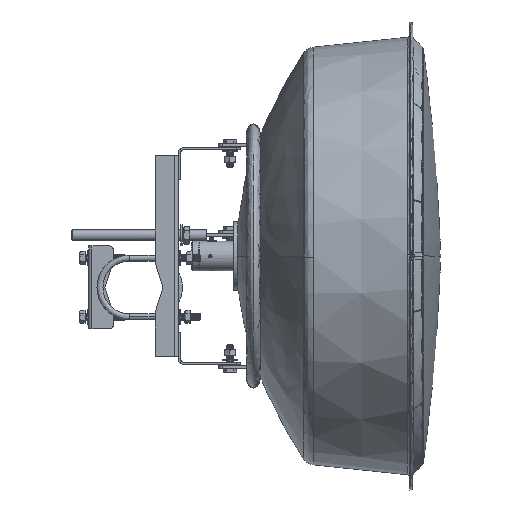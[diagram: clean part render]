
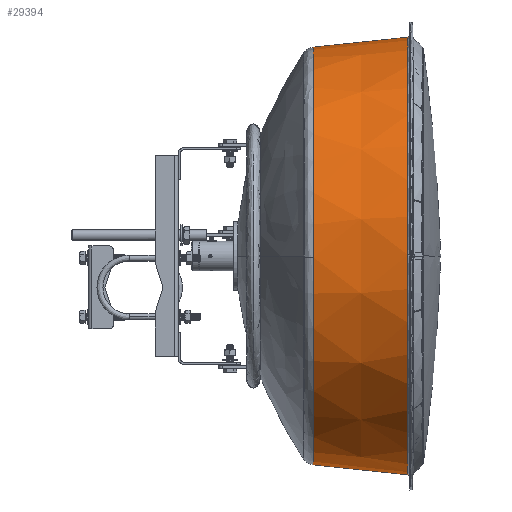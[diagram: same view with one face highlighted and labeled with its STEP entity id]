
A CAD part, front view. The second image highlights one B-rep face of the part: STEP entity #29394.
In plain terms, the highlighted conical face has half-angle 6 degrees and reference radius 302.02 mm.
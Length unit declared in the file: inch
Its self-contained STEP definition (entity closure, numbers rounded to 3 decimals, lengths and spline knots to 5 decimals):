
#398 = CIRCLE ( 'NONE', #107868, 12.45573 ) ;
#10671 = EDGE_CURVE ( 'NONE', #79977, #179220, #128068, .T. ) ;
#15993 = DIRECTION ( 'NONE',  ( 0., 1., 0.007 ) ) ;
#27623 = CARTESIAN_POINT ( 'NONE',  ( -5.60062, -11.89026, -0.08307 ) ) ;
#29394 = ADVANCED_FACE ( 'NONE', ( #181105 ), #96780, .T. ) ;
#31221 = VERTEX_POINT ( 'NONE', #36983 ) ;
#33411 = ORIENTED_EDGE ( 'NONE', *, *, #10671, .T. ) ;
#36094 = DIRECTION ( 'NONE',  ( 1., 0., 0. ) ) ;
#36983 = CARTESIAN_POINT ( 'NONE',  ( -5.60062, 0.00001, -11.89056 ) ) ;
#37268 = ORIENTED_EDGE ( 'NONE', *, *, #115314, .F. ) ;
#37341 = CARTESIAN_POINT ( 'NONE',  ( -0.22344, 0.00001, 12.45573 ) ) ;
#39142 = LINE ( 'NONE', #185154, #46904 ) ;
#45116 = DIRECTION ( 'NONE',  ( 0., 1., 0.007 ) ) ;
#46904 = VECTOR ( 'NONE', #124719, 39.37008 ) ;
#48140 = ORIENTED_EDGE ( 'NONE', *, *, #115169, .T. ) ;
#49079 = DIRECTION ( 'NONE',  ( 1., 0., 0. ) ) ;
#59984 = LINE ( 'NONE', #188735, #149863 ) ;
#62169 = ORIENTED_EDGE ( 'NONE', *, *, #123855, .F. ) ;
#70953 = VERTEX_POINT ( 'NONE', #167132 ) ;
#77324 = EDGE_LOOP ( 'NONE', ( #37268, #33411, #48140, #170578, #117662, #62169 ) ) ;
#77573 = CIRCLE ( 'NONE', #184933, 12.45573 ) ;
#78352 = DIRECTION ( 'NONE',  ( 0., 0., -1. ) ) ;
#78958 = CARTESIAN_POINT ( 'NONE',  ( -5.60062, 0.00001, 11.89056 ) ) ;
#78959 = AXIS2_PLACEMENT_3D ( 'NONE', #147647, #85293, #15993 ) ;
#79977 = VERTEX_POINT ( 'NONE', #78958 ) ;
#80414 = VERTEX_POINT ( 'NONE', #37341 ) ;
#85293 = DIRECTION ( 'NONE',  ( 1., 0., 0. ) ) ;
#92747 = EDGE_CURVE ( 'NONE', #70953, #105284, #398, .T. ) ;
#93777 = DIRECTION ( 'NONE',  ( 1., 0., 0. ) ) ;
#96780 = CONICAL_SURFACE ( 'NONE', #157996, 11.89056, 0.105 ) ;
#98893 = EDGE_CURVE ( 'NONE', #31221, #105284, #39142, .T. ) ;
#105284 = VERTEX_POINT ( 'NONE', #143354 ) ;
#107756 = DIRECTION ( 'NONE',  ( 0., 1., 0. ) ) ;
#107868 = AXIS2_PLACEMENT_3D ( 'NONE', #110336, #140998, #166971 ) ;
#110336 = CARTESIAN_POINT ( 'NONE',  ( -0.22344, 0.00001, 0. ) ) ;
#114819 = DIRECTION ( 'NONE',  ( 0.995, 0., 0.105 ) ) ;
#115169 = EDGE_CURVE ( 'NONE', #179220, #31221, #186704, .T. ) ;
#115314 = EDGE_CURVE ( 'NONE', #79977, #80414, #59984, .T. ) ;
#117662 = ORIENTED_EDGE ( 'NONE', *, *, #92747, .F. ) ;
#122129 = CARTESIAN_POINT ( 'NONE',  ( -0.22344, 0.00001, 0. ) ) ;
#123855 = EDGE_CURVE ( 'NONE', #80414, #70953, #77573, .T. ) ;
#124719 = DIRECTION ( 'NONE',  ( 0.995, 0., -0.105 ) ) ;
#125317 = AXIS2_PLACEMENT_3D ( 'NONE', #182091, #36094, #45116 ) ;
#128068 = CIRCLE ( 'NONE', #78959, 11.89056 ) ;
#140998 = DIRECTION ( 'NONE',  ( 1., 0., 0. ) ) ;
#143354 = CARTESIAN_POINT ( 'NONE',  ( -0.22344, 0.00001, -12.45573 ) ) ;
#147647 = CARTESIAN_POINT ( 'NONE',  ( -5.60062, 0.00001, 0. ) ) ;
#149863 = VECTOR ( 'NONE', #114819, 39.37008 ) ;
#151365 = CARTESIAN_POINT ( 'NONE',  ( -5.60062, 0.00001, 0. ) ) ;
#157996 = AXIS2_PLACEMENT_3D ( 'NONE', #151365, #93777, #78352 ) ;
#166971 = DIRECTION ( 'NONE',  ( 0., 1., 0. ) ) ;
#167132 = CARTESIAN_POINT ( 'NONE',  ( -0.22344, -12.45555, 0.06412 ) ) ;
#170578 = ORIENTED_EDGE ( 'NONE', *, *, #98893, .T. ) ;
#179220 = VERTEX_POINT ( 'NONE', #27623 ) ;
#181105 = FACE_OUTER_BOUND ( 'NONE', #77324, .T. ) ;
#182091 = CARTESIAN_POINT ( 'NONE',  ( -5.60062, 0.00001, 0. ) ) ;
#184933 = AXIS2_PLACEMENT_3D ( 'NONE', #122129, #49079, #107756 ) ;
#185154 = CARTESIAN_POINT ( 'NONE',  ( -5.60062, 0.00001, -11.89056 ) ) ;
#186704 = CIRCLE ( 'NONE', #125317, 11.89056 ) ;
#188735 = CARTESIAN_POINT ( 'NONE',  ( -5.60062, 0.00001, 11.89056 ) ) ;
